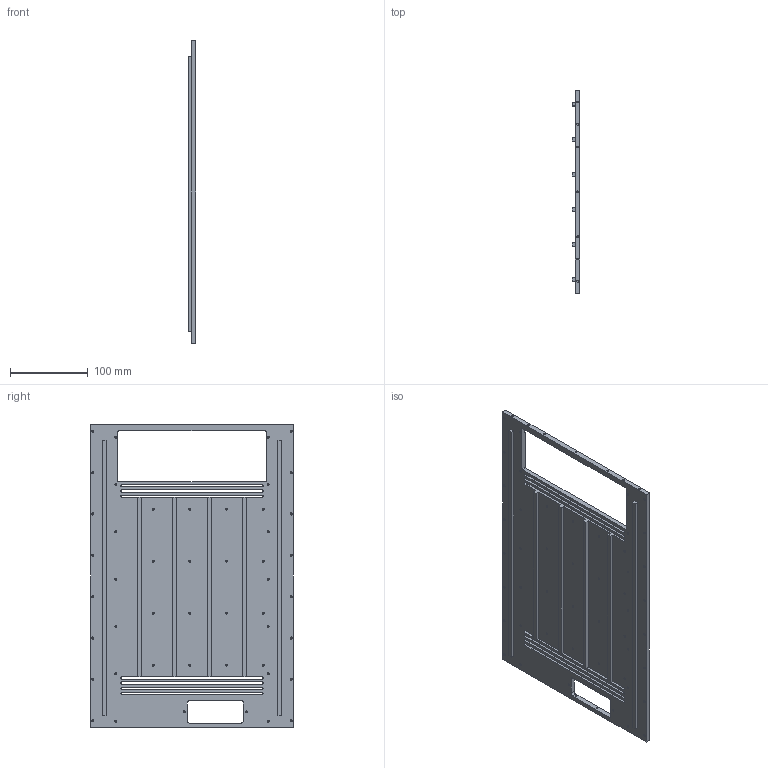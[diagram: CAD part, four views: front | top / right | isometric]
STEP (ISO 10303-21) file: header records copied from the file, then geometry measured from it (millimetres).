
FILE_DESCRIPTION(/* description */ (''),/* implementation_level */ '2;1');
FILE_NAME(/* name */ 'back_lower.step',/* time_stamp */ '2025-09-03T11:08:54+02:00',/* author */ (''),/* organization */ (''),/* preprocessor_version */ 'ST-DEVELOPER v20.1',/* originating_system */ 'Autodesk Translation Framework v14.10.0.0',/* authorisation */ '');
FILE_SCHEMA (('AUTOMOTIVE_DESIGN { 1 0 10303 214 3 1 1 }'));
Length unit declared in the file: millimetre
Products named in the file (1): back_lower
Bounding box: 10 x 260 x 388.37 mm (x, y, z)
Volume: 519112 mm3; surface area: 208536.3 mm2
Topology: 1 solids, 1 shells, 190 faces, 500 edges, 318 vertices
Faces by surface type: cylinder 84, plane 60, cone 46
Full cylindrical faces by diameter (mm): 2.075 x14, 2.529 x2, 2.6 x46
Entity records: 6184 total; most frequent: DIRECTION 1094, CARTESIAN_POINT 1015, ORIENTED_EDGE 1000, EDGE_CURVE 500, AXIS2_PLACEMENT_3D 406, EDGE_LOOP 324, VERTEX_POINT 318, LINE 282
